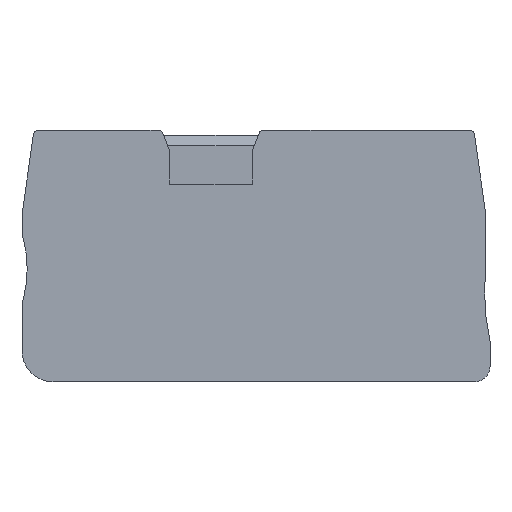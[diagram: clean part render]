
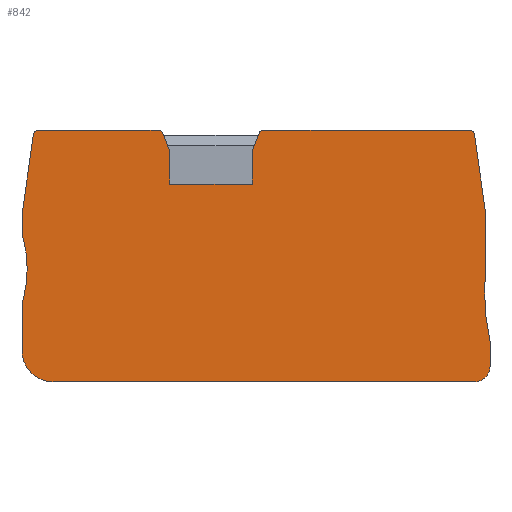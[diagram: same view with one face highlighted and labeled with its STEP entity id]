
A CAD part, top view. The second image highlights one B-rep face of the part: STEP entity #842.
In plain terms, the highlighted planar face has unit normal (0, 0, 1).
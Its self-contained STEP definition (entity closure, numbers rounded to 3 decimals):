
#49=DIRECTION('',(0.,-1.,0.));
#50=VECTOR('',#49,3.2);
#51=CARTESIAN_POINT('',(-7.917,22.5,0.));
#52=LINE('',#51,#50);
#53=DIRECTION('',(1.,0.,0.));
#54=VECTOR('',#53,8.);
#55=CARTESIAN_POINT('',(-7.917,19.3,0.));
#56=LINE('',#55,#54);
#57=DIRECTION('',(0.,1.,0.));
#58=VECTOR('',#57,3.2);
#59=CARTESIAN_POINT('',(0.083,19.3,0.));
#60=LINE('',#59,#58);
#61=CARTESIAN_POINT('',(1.195,24.,0.));
#62=DIRECTION('',(0.,0.,1.));
#63=DIRECTION('',(0.,1.,0.));
#64=AXIS2_PLACEMENT_3D('',#61,#62,#63);
#66=DIRECTION('',(-1.,0.,0.));
#67=VECTOR('',#66,19.849);
#68=CARTESIAN_POINT('',(21.043,24.5,0.));
#69=LINE('',#68,#67);
#70=CARTESIAN_POINT('',(21.043,24.,0.));
#71=DIRECTION('',(0.,0.,1.));
#72=DIRECTION('',(0.99,0.139,0.));
#73=AXIS2_PLACEMENT_3D('',#70,#71,#72);
#75=DIRECTION('',(-0.139,0.99,0.));
#76=VECTOR('',#75,7.867);
#77=CARTESIAN_POINT('',(22.633,16.279,0.));
#78=LINE('',#77,#76);
#79=DIRECTION('',(0.,1.,0.));
#80=VECTOR('',#79,4.861);
#81=CARTESIAN_POINT('',(22.633,11.418,0.));
#82=LINE('',#81,#80);
#83=CARTESIAN_POINT('',(45.506,9.002,0.));
#84=DIRECTION('',(0.,0.,-1.));
#85=DIRECTION('',(-0.977,-0.213,0.));
#86=AXIS2_PLACEMENT_3D('',#83,#84,#85);
#88=DIRECTION('',(0.,1.,0.));
#89=VECTOR('',#88,2.405);
#90=CARTESIAN_POINT('',(23.033,1.7,0.));
#91=LINE('',#90,#89);
#92=CARTESIAN_POINT('',(21.533,1.7,0.));
#93=DIRECTION('',(0.,0.,1.));
#94=DIRECTION('',(0.,-1.,0.));
#95=AXIS2_PLACEMENT_3D('',#92,#93,#94);
#97=DIRECTION('',(1.,0.,0.));
#98=VECTOR('',#97,40.7);
#99=CARTESIAN_POINT('',(-19.167,0.2,0.));
#100=LINE('',#99,#98);
#101=CARTESIAN_POINT('',(-19.167,3.2,0.));
#102=DIRECTION('',(0.,0.,1.));
#103=DIRECTION('',(-1.,0.,0.));
#104=AXIS2_PLACEMENT_3D('',#101,#102,#103);
#106=DIRECTION('',(0.,-1.,0.));
#107=VECTOR('',#106,4.476);
#108=CARTESIAN_POINT('',(-22.167,7.676,0.));
#109=LINE('',#108,#107);
#110=CARTESIAN_POINT('',(-33.667,11.104,0.));
#111=DIRECTION('',(0.,0.,-1.));
#112=DIRECTION('',(0.958,0.286,0.));
#113=AXIS2_PLACEMENT_3D('',#110,#111,#112);
#115=DIRECTION('',(0.,-1.,0.));
#116=VECTOR('',#115,1.747);
#117=CARTESIAN_POINT('',(-22.167,16.279,0.));
#118=LINE('',#117,#116);
#119=DIRECTION('',(-0.139,-0.99,0.));
#120=VECTOR('',#119,7.867);
#121=CARTESIAN_POINT('',(-21.072,24.07,0.));
#122=LINE('',#121,#120);
#123=CARTESIAN_POINT('',(-20.577,24.,0.));
#124=DIRECTION('',(0.,0.,1.));
#125=DIRECTION('',(0.,1.,0.));
#126=AXIS2_PLACEMENT_3D('',#123,#124,#125);
#128=DIRECTION('',(-1.,0.,0.));
#129=VECTOR('',#128,11.549);
#130=CARTESIAN_POINT('',(-9.028,24.5,0.));
#131=LINE('',#130,#129);
#132=CARTESIAN_POINT('',(-9.028,24.,0.));
#133=DIRECTION('',(0.,0.,1.));
#134=DIRECTION('',(0.934,0.358,0.));
#135=AXIS2_PLACEMENT_3D('',#132,#133,#134);
#141=DIRECTION('',(-0.358,0.934,0.));
#142=VECTOR('',#141,1.799);
#143=CARTESIAN_POINT('',(-7.917,22.5,0.));
#144=LINE('',#143,#142);
#197=DIRECTION('',(-0.358,-0.934,0.));
#198=VECTOR('',#197,1.799);
#199=CARTESIAN_POINT('',(0.728,24.179,0.));
#200=LINE('',#199,#198);
#623=CARTESIAN_POINT('',(-9.028,24.5,0.));
#624=CARTESIAN_POINT('',(-20.577,24.5,0.));
#625=VERTEX_POINT('',#623);
#626=VERTEX_POINT('',#624);
#627=CARTESIAN_POINT('',(-21.072,24.07,0.));
#628=VERTEX_POINT('',#627);
#629=CARTESIAN_POINT('',(-22.167,16.279,0.));
#630=VERTEX_POINT('',#629);
#631=CARTESIAN_POINT('',(-22.167,14.532,0.));
#632=VERTEX_POINT('',#631);
#633=CARTESIAN_POINT('',(-22.167,7.676,0.));
#634=VERTEX_POINT('',#633);
#635=CARTESIAN_POINT('',(-22.167,3.2,0.));
#636=VERTEX_POINT('',#635);
#637=CARTESIAN_POINT('',(-19.167,0.2,0.));
#638=VERTEX_POINT('',#637);
#639=CARTESIAN_POINT('',(21.533,0.2,0.));
#640=VERTEX_POINT('',#639);
#641=CARTESIAN_POINT('',(23.033,1.7,0.));
#642=VERTEX_POINT('',#641);
#643=CARTESIAN_POINT('',(23.033,4.105,0.));
#644=VERTEX_POINT('',#643);
#645=CARTESIAN_POINT('',(22.633,11.418,0.));
#646=VERTEX_POINT('',#645);
#647=CARTESIAN_POINT('',(22.633,16.279,0.));
#648=VERTEX_POINT('',#647);
#649=CARTESIAN_POINT('',(21.539,24.07,0.));
#650=VERTEX_POINT('',#649);
#651=CARTESIAN_POINT('',(21.043,24.5,0.));
#652=VERTEX_POINT('',#651);
#653=CARTESIAN_POINT('',(1.195,24.5,0.));
#654=VERTEX_POINT('',#653);
#655=CARTESIAN_POINT('',(0.728,24.179,0.));
#656=VERTEX_POINT('',#655);
#657=CARTESIAN_POINT('',(-8.561,24.179,0.));
#658=VERTEX_POINT('',#657);
#703=CARTESIAN_POINT('',(-7.917,22.5,0.));
#704=CARTESIAN_POINT('',(-7.917,19.3,0.));
#705=VERTEX_POINT('',#703);
#706=VERTEX_POINT('',#704);
#707=CARTESIAN_POINT('',(0.083,19.3,0.));
#708=VERTEX_POINT('',#707);
#709=CARTESIAN_POINT('',(0.083,22.5,0.));
#710=VERTEX_POINT('',#709);
#791=CARTESIAN_POINT('',(0.,0.,0.));
#792=DIRECTION('',(0.,0.,1.));
#793=DIRECTION('',(1.,0.,0.));
#794=AXIS2_PLACEMENT_3D('',#791,#792,#793);
#795=PLANE('',#794);
#797=ORIENTED_EDGE('',*,*,#796,.F.);
#799=ORIENTED_EDGE('',*,*,#798,.T.);
#801=ORIENTED_EDGE('',*,*,#800,.T.);
#803=ORIENTED_EDGE('',*,*,#802,.T.);
#805=ORIENTED_EDGE('',*,*,#804,.F.);
#807=ORIENTED_EDGE('',*,*,#806,.F.);
#809=ORIENTED_EDGE('',*,*,#808,.F.);
#811=ORIENTED_EDGE('',*,*,#810,.F.);
#813=ORIENTED_EDGE('',*,*,#812,.F.);
#815=ORIENTED_EDGE('',*,*,#814,.F.);
#817=ORIENTED_EDGE('',*,*,#816,.F.);
#819=ORIENTED_EDGE('',*,*,#818,.F.);
#821=ORIENTED_EDGE('',*,*,#820,.F.);
#823=ORIENTED_EDGE('',*,*,#822,.F.);
#825=ORIENTED_EDGE('',*,*,#824,.F.);
#827=ORIENTED_EDGE('',*,*,#826,.F.);
#829=ORIENTED_EDGE('',*,*,#828,.F.);
#831=ORIENTED_EDGE('',*,*,#830,.F.);
#833=ORIENTED_EDGE('',*,*,#832,.F.);
#835=ORIENTED_EDGE('',*,*,#834,.F.);
#837=ORIENTED_EDGE('',*,*,#836,.F.);
#839=ORIENTED_EDGE('',*,*,#838,.F.);
#840=EDGE_LOOP('',(#797,#799,#801,#803,#805,#807,#809,#811,#813,#815,#817,#819,
#821,#823,#825,#827,#829,#831,#833,#835,#837,#839));
#841=FACE_OUTER_BOUND('',#840,.F.);
#842=ADVANCED_FACE('',(#841),#795,.T.);
#65=CIRCLE('',#64,0.5);
#74=CIRCLE('',#73,0.5);
#87=CIRCLE('',#86,23.);
#96=CIRCLE('',#95,1.5);
#105=CIRCLE('',#104,3.);
#114=CIRCLE('',#113,12.);
#127=CIRCLE('',#126,0.5);
#136=CIRCLE('',#135,0.5);
#796=EDGE_CURVE('',#705,#658,#144,.T.);
#798=EDGE_CURVE('',#705,#706,#52,.T.);
#800=EDGE_CURVE('',#706,#708,#56,.T.);
#802=EDGE_CURVE('',#708,#710,#60,.T.);
#804=EDGE_CURVE('',#656,#710,#200,.T.);
#806=EDGE_CURVE('',#654,#656,#65,.T.);
#808=EDGE_CURVE('',#652,#654,#69,.T.);
#810=EDGE_CURVE('',#650,#652,#74,.T.);
#812=EDGE_CURVE('',#648,#650,#78,.T.);
#814=EDGE_CURVE('',#646,#648,#82,.T.);
#816=EDGE_CURVE('',#644,#646,#87,.T.);
#818=EDGE_CURVE('',#642,#644,#91,.T.);
#820=EDGE_CURVE('',#640,#642,#96,.T.);
#822=EDGE_CURVE('',#638,#640,#100,.T.);
#824=EDGE_CURVE('',#636,#638,#105,.T.);
#826=EDGE_CURVE('',#634,#636,#109,.T.);
#828=EDGE_CURVE('',#632,#634,#114,.T.);
#830=EDGE_CURVE('',#630,#632,#118,.T.);
#832=EDGE_CURVE('',#628,#630,#122,.T.);
#834=EDGE_CURVE('',#626,#628,#127,.T.);
#836=EDGE_CURVE('',#625,#626,#131,.T.);
#838=EDGE_CURVE('',#658,#625,#136,.T.);
